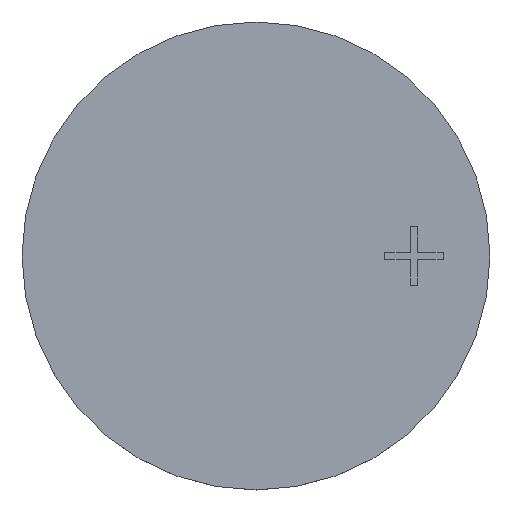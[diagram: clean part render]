
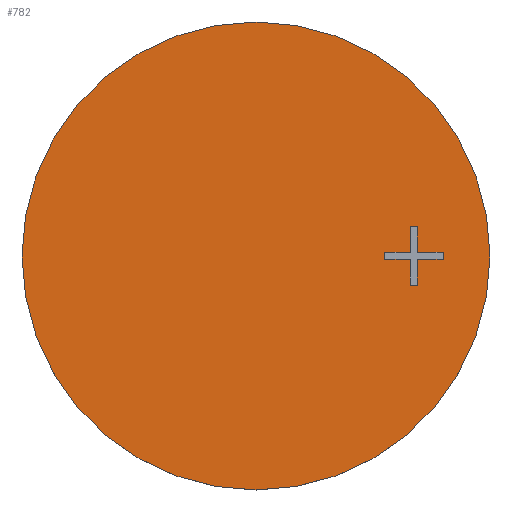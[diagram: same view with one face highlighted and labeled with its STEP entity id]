
A CAD part, top view. The second image highlights one B-rep face of the part: STEP entity #782.
In plain terms, the highlighted planar face has unit normal (0, 0, 1).
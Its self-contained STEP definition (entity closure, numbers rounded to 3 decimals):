
#244=CARTESIAN_POINT('',(-10.0,0.,1.6));
#245=VERTEX_POINT('',#244);
#254=CARTESIAN_POINT('',(10.0,0.,1.6));
#255=VERTEX_POINT('',#254);
#256=CARTESIAN_POINT('',(0.0,0.,1.6));
#257=DIRECTION('',(0.0,0.0,-1.0));
#258=DIRECTION('',(-1.0,0.0,0.0));
#259=AXIS2_PLACEMENT_3D('',#256,#257,#258);
#260=CIRCLE('',#259,10.0);
#261=EDGE_CURVE('',#245,#255,#260,.T.);
#320=CARTESIAN_POINT('',(6.6,-0.15,1.6));
#321=VERTEX_POINT('',#320);
#322=CARTESIAN_POINT('',(5.5,-0.15,1.6));
#323=VERTEX_POINT('',#322);
#324=CARTESIAN_POINT('',(6.6,-0.15,1.6));
#325=DIRECTION('',(-1.0,0.0,0.0));
#326=VECTOR('',#325,1.1);
#327=LINE('',#324,#326);
#328=EDGE_CURVE('',#321,#323,#327,.T.);
#360=CARTESIAN_POINT('',(5.5,0.15,1.6));
#361=VERTEX_POINT('',#360);
#362=CARTESIAN_POINT('',(5.5,-0.15,1.6));
#363=DIRECTION('',(0.0,1.0,0.0));
#364=VECTOR('',#363,0.3);
#365=LINE('',#362,#364);
#366=EDGE_CURVE('',#323,#361,#365,.T.);
#391=CARTESIAN_POINT('',(6.6,0.15,1.6));
#392=VERTEX_POINT('',#391);
#393=CARTESIAN_POINT('',(5.5,0.15,1.6));
#394=DIRECTION('',(1.0,0.0,0.0));
#395=VECTOR('',#394,1.1);
#396=LINE('',#393,#395);
#397=EDGE_CURVE('',#361,#392,#396,.T.);
#422=CARTESIAN_POINT('',(6.6,1.25,1.6));
#423=VERTEX_POINT('',#422);
#424=CARTESIAN_POINT('',(6.6,0.15,1.6));
#425=DIRECTION('',(0.0,1.0,0.0));
#426=VECTOR('',#425,1.1);
#427=LINE('',#424,#426);
#428=EDGE_CURVE('',#392,#423,#427,.T.);
#453=CARTESIAN_POINT('',(6.9,1.25,1.6));
#454=VERTEX_POINT('',#453);
#455=CARTESIAN_POINT('',(6.6,1.25,1.6));
#456=DIRECTION('',(1.0,0.0,0.0));
#457=VECTOR('',#456,0.3);
#458=LINE('',#455,#457);
#459=EDGE_CURVE('',#423,#454,#458,.T.);
#484=CARTESIAN_POINT('',(6.9,0.15,1.6));
#485=VERTEX_POINT('',#484);
#486=CARTESIAN_POINT('',(6.9,1.25,1.6));
#487=DIRECTION('',(0.0,-1.0,0.0));
#488=VECTOR('',#487,1.1);
#489=LINE('',#486,#488);
#490=EDGE_CURVE('',#454,#485,#489,.T.);
#515=CARTESIAN_POINT('',(8.0,0.15,1.6));
#516=VERTEX_POINT('',#515);
#517=CARTESIAN_POINT('',(6.9,0.15,1.6));
#518=DIRECTION('',(1.0,0.0,0.0));
#519=VECTOR('',#518,1.1);
#520=LINE('',#517,#519);
#521=EDGE_CURVE('',#485,#516,#520,.T.);
#546=CARTESIAN_POINT('',(8.,-0.15,1.6));
#547=VERTEX_POINT('',#546);
#548=CARTESIAN_POINT('',(8.0,0.15,1.6));
#549=DIRECTION('',(0.0,-1.0,0.0));
#550=VECTOR('',#549,0.3);
#551=LINE('',#548,#550);
#552=EDGE_CURVE('',#516,#547,#551,.T.);
#577=CARTESIAN_POINT('',(6.9,-0.15,1.6));
#578=VERTEX_POINT('',#577);
#579=CARTESIAN_POINT('',(8.,-0.15,1.6));
#580=DIRECTION('',(-1.0,0.0,0.0));
#581=VECTOR('',#580,1.1);
#582=LINE('',#579,#581);
#583=EDGE_CURVE('',#547,#578,#582,.T.);
#608=CARTESIAN_POINT('',(6.9,-1.25,1.6));
#609=VERTEX_POINT('',#608);
#610=CARTESIAN_POINT('',(6.9,-0.15,1.6));
#611=DIRECTION('',(0.0,-1.0,0.0));
#612=VECTOR('',#611,1.1);
#613=LINE('',#610,#612);
#614=EDGE_CURVE('',#578,#609,#613,.T.);
#639=CARTESIAN_POINT('',(6.6,-1.25,1.6));
#640=VERTEX_POINT('',#639);
#641=CARTESIAN_POINT('',(6.9,-1.25,1.6));
#642=DIRECTION('',(-1.0,0.0,0.0));
#643=VECTOR('',#642,0.3);
#644=LINE('',#641,#643);
#645=EDGE_CURVE('',#609,#640,#644,.T.);
#670=CARTESIAN_POINT('',(6.6,-1.25,1.6));
#671=DIRECTION('',(0.0,1.0,0.0));
#672=VECTOR('',#671,1.1);
#673=LINE('',#670,#672);
#674=EDGE_CURVE('',#640,#321,#673,.T.);
#739=CARTESIAN_POINT('',(0.0,0.,1.6));
#740=DIRECTION('',(0.0,0.0,-1.0));
#741=DIRECTION('',(-1.0,0.0,0.0));
#742=AXIS2_PLACEMENT_3D('',#739,#740,#741);
#743=CIRCLE('',#742,10.0);
#744=EDGE_CURVE('',#255,#245,#743,.T.);
#759=CARTESIAN_POINT('',(11.0,-11.0,1.6));
#760=DIRECTION('',(0.0,0.0,-1.0));
#761=DIRECTION('',(-1.0,0.0,0.0));
#762=AXIS2_PLACEMENT_3D('',#759,#760,#761);
#763=PLANE('',#762);
#764=ORIENTED_EDGE('',*,*,#261,.F.);
#765=ORIENTED_EDGE('',*,*,#744,.F.);
#766=EDGE_LOOP('',(#764,#765));
#767=FACE_OUTER_BOUND('',#766,.T.);
#768=ORIENTED_EDGE('',*,*,#328,.T.);
#769=ORIENTED_EDGE('',*,*,#366,.T.);
#770=ORIENTED_EDGE('',*,*,#397,.T.);
#771=ORIENTED_EDGE('',*,*,#428,.T.);
#772=ORIENTED_EDGE('',*,*,#459,.T.);
#773=ORIENTED_EDGE('',*,*,#490,.T.);
#774=ORIENTED_EDGE('',*,*,#521,.T.);
#775=ORIENTED_EDGE('',*,*,#552,.T.);
#776=ORIENTED_EDGE('',*,*,#583,.T.);
#777=ORIENTED_EDGE('',*,*,#614,.T.);
#778=ORIENTED_EDGE('',*,*,#645,.T.);
#779=ORIENTED_EDGE('',*,*,#674,.T.);
#780=EDGE_LOOP('',(#768,#769,#770,#771,#772,#773,#774,#775,#776,#777,#778,#779));
#781=FACE_BOUND('',#780,.T.);
#782=ADVANCED_FACE('',(#767,#781),#763,.F.);
